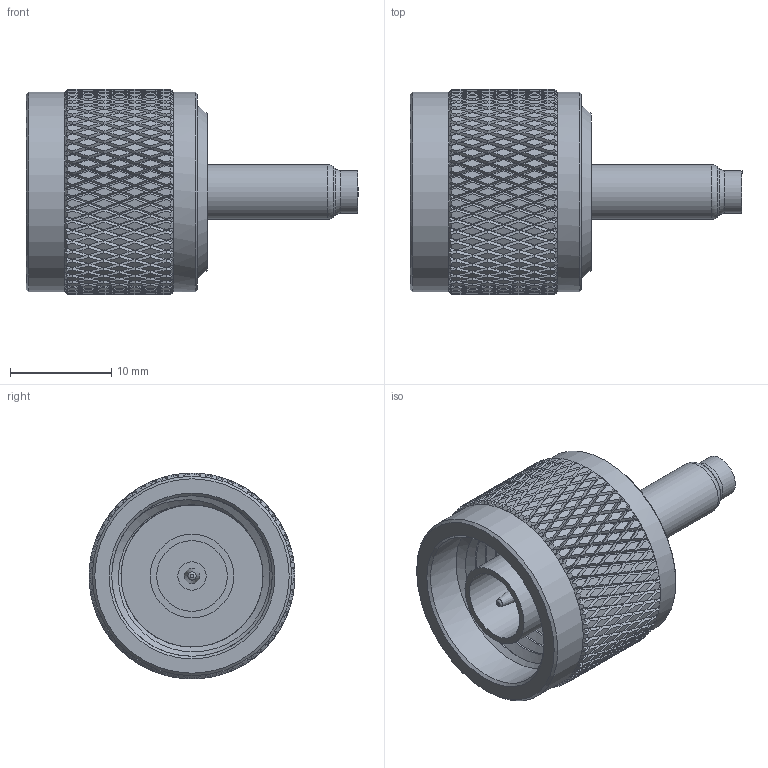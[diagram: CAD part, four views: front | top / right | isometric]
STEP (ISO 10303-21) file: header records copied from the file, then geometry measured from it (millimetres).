
FILE_DESCRIPTION (( 'STEP AP214' ), '1' );
FILE_NAME ('PE4429_3D.STEP', '2022-04-08T15:40:11', ( '' ), ( '' ), 'SwSTEP 2.0', 'SolidWorks 2021', '' );
FILE_SCHEMA (( 'AUTOMOTIVE_DESIGN' ));
Length unit declared in the file: inch
Products named in the file (1): PE4429_3D
Bounding box: 32.8 x 20.32 x 20.32 mm (x, y, z)
Volume: 3940.9 mm3; surface area: 4200.5 mm2
Topology: 2 solids, 2 shells, 2290 faces, 4862 edges, 2585 vertices
Faces by surface type: bspline 1795, cylinder 466, plane 13, cone 11, torus 5
Full cylindrical faces by diameter (mm): 1.524 x1, 2.7 x1, 2.794 x1, 3.21 x1, 3.7 x1, 4.226 x1, 4.377 x1, 5.393 x1, 6.985 x1, 8.255 x1, 15.875 x5, 19.715 x2
Entity records: 88945 total; most frequent: CARTESIAN_POINT 60140, ORIENTED_EDGE 9620, EDGE_CURVE 4810, VERTEX_POINT 2566, EDGE_LOOP 2324, FACE_OUTER_BOUND 2303, ADVANCED_FACE 2285, B_SPLINE_CURVE_WITH_KNOTS 2022
